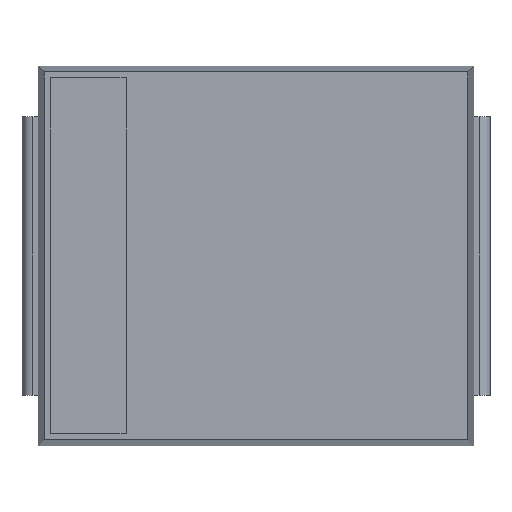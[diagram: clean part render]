
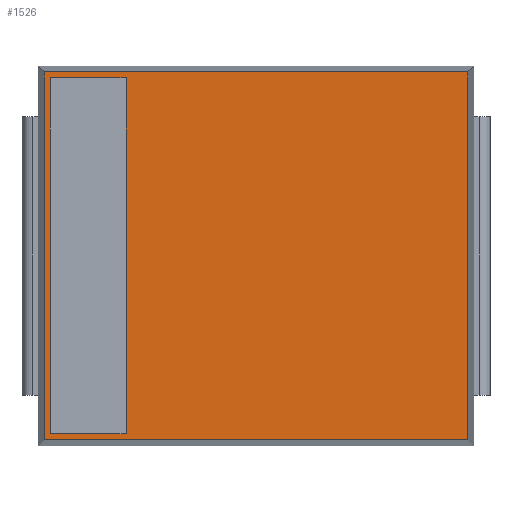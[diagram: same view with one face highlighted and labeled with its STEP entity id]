
A CAD part, top view. The second image highlights one B-rep face of the part: STEP entity #1526.
In plain terms, the highlighted planar face has unit normal (0, 0, 1).
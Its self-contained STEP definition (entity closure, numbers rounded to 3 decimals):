
#827 = VERTEX_POINT('',#828);
#828 = CARTESIAN_POINT('',(1.674,1.454,1.2));
#833 = EDGE_CURVE('',#834,#827,#836,.T.);
#834 = VERTEX_POINT('',#835);
#835 = CARTESIAN_POINT('',(1.674,-1.454,1.2));
#836 = LINE('',#837,#838);
#837 = CARTESIAN_POINT('',(1.674,-1.454,1.2));
#838 = VECTOR('',#839,1.);
#839 = DIRECTION('',(0.,1.,0.));
#1486 = EDGE_CURVE('',#1487,#834,#1489,.T.);
#1487 = VERTEX_POINT('',#1488);
#1488 = CARTESIAN_POINT('',(-1.674,-1.454,1.2));
#1489 = LINE('',#1490,#1491);
#1490 = CARTESIAN_POINT('',(-1.674,-1.454,1.2));
#1491 = VECTOR('',#1492,1.);
#1492 = DIRECTION('',(1.,0.,0.));
#1509 = VERTEX_POINT('',#1510);
#1510 = CARTESIAN_POINT('',(-1.674,1.454,1.2));
#1515 = EDGE_CURVE('',#827,#1509,#1516,.T.);
#1516 = LINE('',#1517,#1518);
#1517 = CARTESIAN_POINT('',(1.674,1.454,1.2));
#1518 = VECTOR('',#1519,1.);
#1519 = DIRECTION('',(-1.,0.,0.));
#1526 = ADVANCED_FACE('',(#1527,#1538),#1572,.F.);
#1527 = FACE_BOUND('',#1528,.F.);
#1528 = EDGE_LOOP('',(#1529,#1530,#1531,#1537));
#1529 = ORIENTED_EDGE('',*,*,#833,.F.);
#1530 = ORIENTED_EDGE('',*,*,#1486,.F.);
#1531 = ORIENTED_EDGE('',*,*,#1532,.F.);
#1532 = EDGE_CURVE('',#1509,#1487,#1533,.T.);
#1533 = LINE('',#1534,#1535);
#1534 = CARTESIAN_POINT('',(-1.674,1.454,1.2));
#1535 = VECTOR('',#1536,1.);
#1536 = DIRECTION('',(0.,-1.,0.));
#1537 = ORIENTED_EDGE('',*,*,#1515,.F.);
#1538 = FACE_BOUND('',#1539,.F.);
#1539 = EDGE_LOOP('',(#1540,#1550,#1558,#1566));
#1540 = ORIENTED_EDGE('',*,*,#1541,.T.);
#1541 = EDGE_CURVE('',#1542,#1544,#1546,.T.);
#1542 = VERTEX_POINT('',#1543);
#1543 = CARTESIAN_POINT('',(-1.027,-1.407,1.2));
#1544 = VERTEX_POINT('',#1545);
#1545 = CARTESIAN_POINT('',(-1.027,1.407,1.2));
#1546 = LINE('',#1547,#1548);
#1547 = CARTESIAN_POINT('',(-1.027,-1.407,1.2));
#1548 = VECTOR('',#1549,1.);
#1549 = DIRECTION('',(0.,1.,0.));
#1550 = ORIENTED_EDGE('',*,*,#1551,.T.);
#1551 = EDGE_CURVE('',#1544,#1552,#1554,.T.);
#1552 = VERTEX_POINT('',#1553);
#1553 = CARTESIAN_POINT('',(-1.627,1.407,1.2));
#1554 = LINE('',#1555,#1556);
#1555 = CARTESIAN_POINT('',(-1.027,1.407,1.2));
#1556 = VECTOR('',#1557,1.);
#1557 = DIRECTION('',(-1.,0.,0.));
#1558 = ORIENTED_EDGE('',*,*,#1559,.T.);
#1559 = EDGE_CURVE('',#1552,#1560,#1562,.T.);
#1560 = VERTEX_POINT('',#1561);
#1561 = CARTESIAN_POINT('',(-1.627,-1.407,1.2));
#1562 = LINE('',#1563,#1564);
#1563 = CARTESIAN_POINT('',(-1.627,1.407,1.2));
#1564 = VECTOR('',#1565,1.);
#1565 = DIRECTION('',(0.,-1.,0.));
#1566 = ORIENTED_EDGE('',*,*,#1567,.T.);
#1567 = EDGE_CURVE('',#1560,#1542,#1568,.T.);
#1568 = LINE('',#1569,#1570);
#1569 = CARTESIAN_POINT('',(-1.627,-1.407,1.2));
#1570 = VECTOR('',#1571,1.);
#1571 = DIRECTION('',(1.,0.,0.));
#1572 = PLANE('',#1573);
#1573 = AXIS2_PLACEMENT_3D('',#1574,#1575,#1576);
#1574 = CARTESIAN_POINT('',(1.674,-1.454,1.2));
#1575 = DIRECTION('',(0.,0.,-1.));
#1576 = DIRECTION('',(-0.755,0.656,0.));
